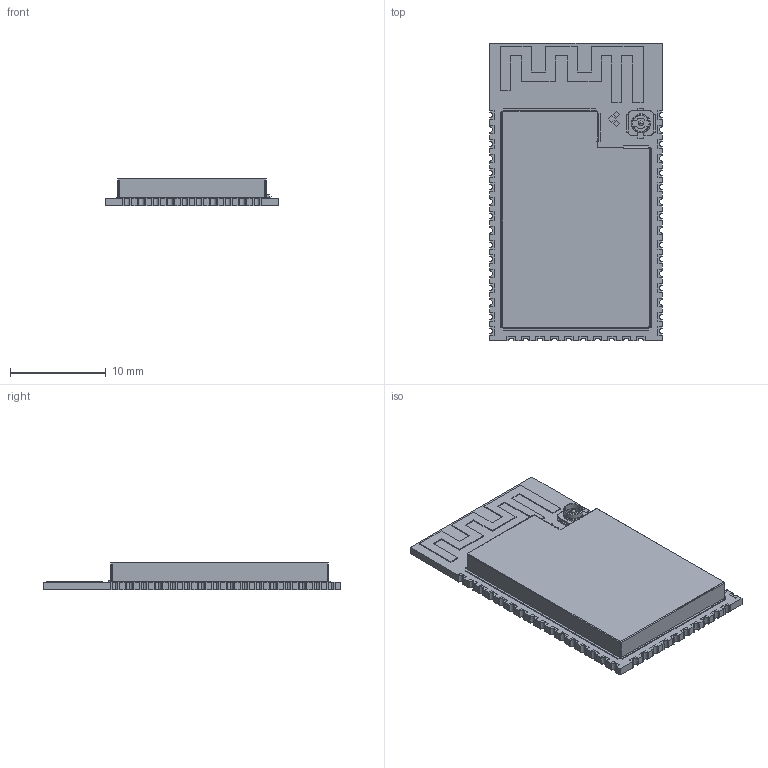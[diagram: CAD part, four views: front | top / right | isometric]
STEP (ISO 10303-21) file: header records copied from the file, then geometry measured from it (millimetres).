
FILE_DESCRIPTION(('FreeCAD Model'),'2;1');
FILE_NAME('Open CASCADE Shape Model','2021-03-03T20:34:52',('Author'),( ''),'Open CASCADE STEP processor 7.5','FreeCAD','Unknown');
FILE_SCHEMA(('AUTOMOTIVE_DESIGN { 1 0 10303 214 1 1 1 1 }'));
Length unit declared in the file: millimetre
Products named in the file (4): ESP32-S2-WLOVER-I003; ESP32-S2-WLOVER-I; ESP32-S2-WLOVER-I001; ESP32-S2-WLOVER-I002
Assembly tree (3 placements, depth 2):
  ESP32-S2-WLOVER-I003
    ESP32-S2-WLOVER-I
    ESP32-S2-WLOVER-I001
    ESP32-S2-WLOVER-I002
Bounding box: 17.99 x 31 x 2.91 mm (x, y, z)
Volume: 497.1 mm3; surface area: 2211.4 mm2
Topology: 3 solids, 3 shells, 672 faces, 1870 edges, 1212 vertices
Faces by surface type: plane 562, cylinder 94, bspline 8, cone 6, revolution 2
Entity records: 49861 total; most frequent: CARTESIAN_POINT 8731, DIRECTION 6937, LINE 5197, VECTOR 5197, ORIENTED_EDGE 3740, PCURVE 3740, DEFINITIONAL_REPRESENTATION 3740, EDGE_CURVE 1870
